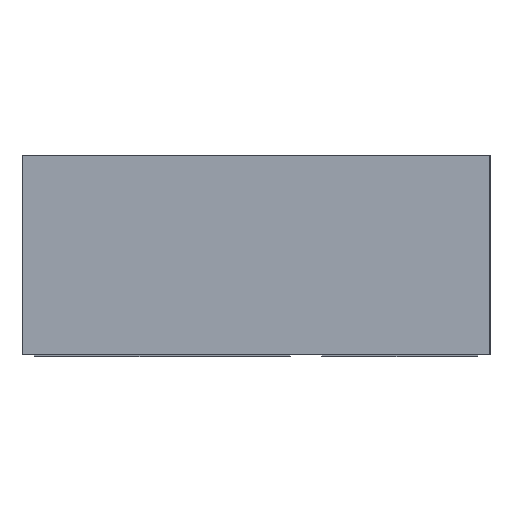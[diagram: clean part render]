
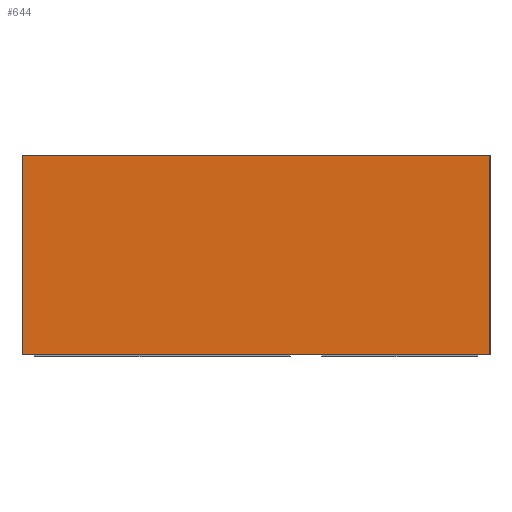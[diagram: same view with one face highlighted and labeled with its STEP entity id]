
A CAD part, left-side view. The second image highlights one B-rep face of the part: STEP entity #644.
In plain terms, the highlighted planar face has unit normal (-1, 0, 0).
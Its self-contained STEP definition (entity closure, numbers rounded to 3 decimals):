
#134=DIRECTION('',(0.,-1.,0.));
#135=VECTOR('',#134,7.5);
#136=CARTESIAN_POINT('',(-19.,3.75,0.));
#137=LINE('',#136,#135);
#172=DIRECTION('',(0.,0.,-1.));
#173=VECTOR('',#172,3.2);
#174=CARTESIAN_POINT('',(-19.,3.75,0.));
#175=LINE('',#174,#173);
#176=DIRECTION('',(0.,0.,-1.));
#177=VECTOR('',#176,3.2);
#178=CARTESIAN_POINT('',(-19.,-3.75,0.));
#179=LINE('',#178,#177);
#192=DIRECTION('',(0.,-1.,0.));
#193=VECTOR('',#192,7.5);
#194=CARTESIAN_POINT('',(-19.,3.75,-3.2));
#195=LINE('',#194,#193);
#486=CARTESIAN_POINT('',(-19.,3.75,0.));
#487=CARTESIAN_POINT('',(-19.,-3.75,0.));
#488=VERTEX_POINT('',#486);
#489=VERTEX_POINT('',#487);
#504=CARTESIAN_POINT('',(-19.,3.75,-3.2));
#505=CARTESIAN_POINT('',(-19.,-3.75,-3.2));
#506=VERTEX_POINT('',#504);
#507=VERTEX_POINT('',#505);
#630=CARTESIAN_POINT('',(-19.,3.75,0.));
#631=DIRECTION('',(-1.,0.,0.));
#632=DIRECTION('',(0.,-1.,0.));
#633=AXIS2_PLACEMENT_3D('',#630,#631,#632);
#634=PLANE('',#633);
#635=ORIENTED_EDGE('',*,*,#607,.T.);
#637=ORIENTED_EDGE('',*,*,#636,.T.);
#639=ORIENTED_EDGE('',*,*,#638,.F.);
#641=ORIENTED_EDGE('',*,*,#640,.F.);
#642=EDGE_LOOP('',(#635,#637,#639,#641));
#643=FACE_OUTER_BOUND('',#642,.F.);
#607=EDGE_CURVE('',#488,#489,#137,.T.);
#636=EDGE_CURVE('',#489,#507,#179,.T.);
#638=EDGE_CURVE('',#506,#507,#195,.T.);
#640=EDGE_CURVE('',#488,#506,#175,.T.);
#644=ADVANCED_FACE('',(#643),#634,.T.);
